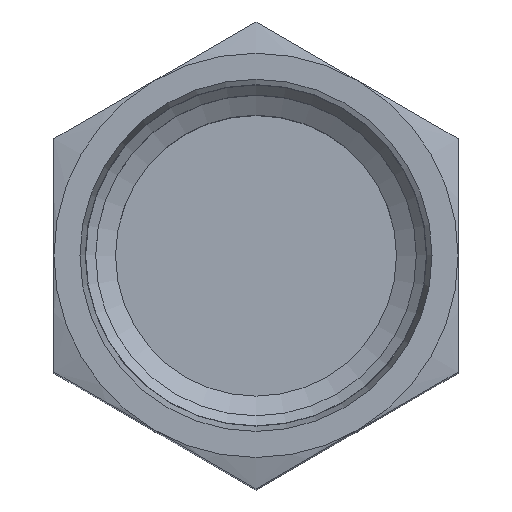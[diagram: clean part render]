
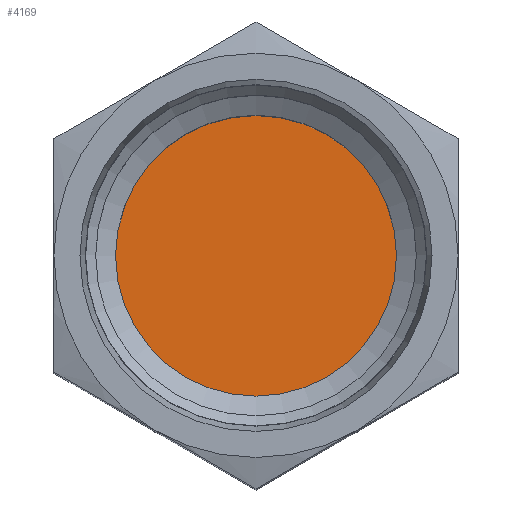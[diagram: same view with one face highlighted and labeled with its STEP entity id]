
A CAD part, top view. The second image highlights one B-rep face of the part: STEP entity #4169.
In plain terms, the highlighted free-form (B-spline) face has degree [1, 1] with [2, 2] control points.
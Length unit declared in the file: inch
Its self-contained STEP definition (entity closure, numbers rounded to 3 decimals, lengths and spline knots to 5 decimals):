
#4149=CARTESIAN_POINT('',(0.78175,0.,3.25));
#4150=VERTEX_POINT('',#4149);
#4151=CARTESIAN_POINT('',(0.,0.,3.25));
#4152=DIRECTION('',(0.0,0.0,1.0));
#4153=DIRECTION('',(1.0,0.0,0.0));
#4154=AXIS2_PLACEMENT_3D('',#4151,#4152,#4153);
#4155=CIRCLE('',#4154,0.78175);
#4156=EDGE_CURVE('',#4150,#4150,#4155,.T.);
#4161=CARTESIAN_POINT('',(-0.78175,0.78175,3.25));
#4162=CARTESIAN_POINT('',(0.78175,0.78175,3.25));
#4163=CARTESIAN_POINT('',(-0.78175,-0.78175,3.25));
#4164=CARTESIAN_POINT('',(0.78175,-0.78175,3.25));
#4165=B_SPLINE_SURFACE_WITH_KNOTS('',1,1,((#4161,#4163),(#4162,#4164)),.UNSPECIFIED.,.F.,.F.,.U.,(2,2),(2,2),(0.0,1.5635),(0.0,1.5635),.UNSPECIFIED.);
#4166=ORIENTED_EDGE('',*,*,#4156,.T.);
#4167=EDGE_LOOP('',(#4166));
#4168=FACE_OUTER_BOUND('',#4167,.T.);
#4169=ADVANCED_FACE('',(#4168),#4165,.F.);
